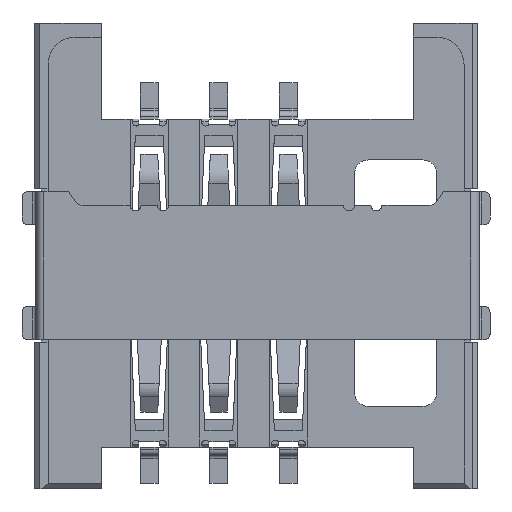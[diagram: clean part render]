
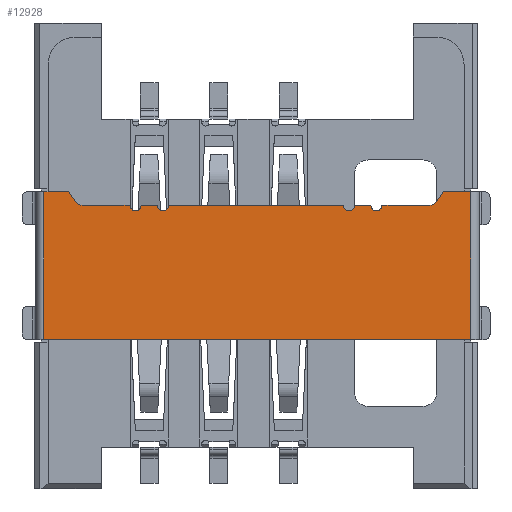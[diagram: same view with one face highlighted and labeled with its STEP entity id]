
A CAD part, top view. The second image highlights one B-rep face of the part: STEP entity #12928.
In plain terms, the highlighted planar face has unit normal (0, 0, 1).
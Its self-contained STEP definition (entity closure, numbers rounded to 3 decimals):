
#12900 = EDGE_CURVE('',#12901,#12903,#12905,.T.);
#12901 = VERTEX_POINT('',#12902);
#12902 = CARTESIAN_POINT('',(-4.6,2.253,1.9));
#12903 = VERTEX_POINT('',#12904);
#12904 = CARTESIAN_POINT('',(-4.2,2.253,1.9));
#12905 = CIRCLE('',#12906,0.2);
#12906 = AXIS2_PLACEMENT_3D('',#12907,#12908,#12909);
#12907 = CARTESIAN_POINT('',(-4.4,2.253,1.9));
#12908 = DIRECTION('',(0.,0.,1.));
#12909 = DIRECTION('',(-1.,0.,0.));
#12928 = ADVANCED_FACE('',(#12929),#13071,.T.);
#12929 = FACE_BOUND('',#12930,.F.);
#12930 = EDGE_LOOP('',(#12931,#12932,#12940,#12949,#12957,#12966,#12974,
    #12983,#12991,#13000,#13008,#13016,#13024,#13032,#13040,#13048,
    #13056,#13065));
#12931 = ORIENTED_EDGE('',*,*,#12900,.T.);
#12932 = ORIENTED_EDGE('',*,*,#12933,.T.);
#12933 = EDGE_CURVE('',#12903,#12934,#12936,.T.);
#12934 = VERTEX_POINT('',#12935);
#12935 = CARTESIAN_POINT('',(-3.6,2.253,1.9));
#12936 = LINE('',#12937,#12938);
#12937 = CARTESIAN_POINT('',(-4.2,2.253,1.9));
#12938 = VECTOR('',#12939,1.);
#12939 = DIRECTION('',(1.,0.,0.));
#12940 = ORIENTED_EDGE('',*,*,#12941,.T.);
#12941 = EDGE_CURVE('',#12934,#12942,#12944,.T.);
#12942 = VERTEX_POINT('',#12943);
#12943 = CARTESIAN_POINT('',(-3.2,2.253,1.9));
#12944 = CIRCLE('',#12945,0.2);
#12945 = AXIS2_PLACEMENT_3D('',#12946,#12947,#12948);
#12946 = CARTESIAN_POINT('',(-3.4,2.253,1.9));
#12947 = DIRECTION('',(0.,0.,1.));
#12948 = DIRECTION('',(-1.,0.,0.));
#12949 = ORIENTED_EDGE('',*,*,#12950,.T.);
#12950 = EDGE_CURVE('',#12942,#12951,#12953,.T.);
#12951 = VERTEX_POINT('',#12952);
#12952 = CARTESIAN_POINT('',(3.2,2.253,1.9));
#12953 = LINE('',#12954,#12955);
#12954 = CARTESIAN_POINT('',(-3.2,2.253,1.9));
#12955 = VECTOR('',#12956,1.);
#12956 = DIRECTION('',(1.,0.,0.));
#12957 = ORIENTED_EDGE('',*,*,#12958,.T.);
#12958 = EDGE_CURVE('',#12951,#12959,#12961,.T.);
#12959 = VERTEX_POINT('',#12960);
#12960 = CARTESIAN_POINT('',(3.6,2.253,1.9));
#12961 = CIRCLE('',#12962,0.2);
#12962 = AXIS2_PLACEMENT_3D('',#12963,#12964,#12965);
#12963 = CARTESIAN_POINT('',(3.4,2.253,1.9));
#12964 = DIRECTION('',(0.,0.,1.));
#12965 = DIRECTION('',(-1.,0.,0.));
#12966 = ORIENTED_EDGE('',*,*,#12967,.T.);
#12967 = EDGE_CURVE('',#12959,#12968,#12970,.T.);
#12968 = VERTEX_POINT('',#12969);
#12969 = CARTESIAN_POINT('',(4.2,2.253,1.9));
#12970 = LINE('',#12971,#12972);
#12971 = CARTESIAN_POINT('',(3.6,2.253,1.9));
#12972 = VECTOR('',#12973,1.);
#12973 = DIRECTION('',(1.,0.,0.));
#12974 = ORIENTED_EDGE('',*,*,#12975,.T.);
#12975 = EDGE_CURVE('',#12968,#12976,#12978,.T.);
#12976 = VERTEX_POINT('',#12977);
#12977 = CARTESIAN_POINT('',(4.6,2.253,1.9));
#12978 = CIRCLE('',#12979,0.2);
#12979 = AXIS2_PLACEMENT_3D('',#12980,#12981,#12982);
#12980 = CARTESIAN_POINT('',(4.4,2.253,1.9));
#12981 = DIRECTION('',(0.,0.,1.));
#12982 = DIRECTION('',(-1.,0.,0.));
#12983 = ORIENTED_EDGE('',*,*,#12984,.T.);
#12984 = EDGE_CURVE('',#12976,#12985,#12987,.T.);
#12985 = VERTEX_POINT('',#12986);
#12986 = CARTESIAN_POINT('',(6.35,2.253,1.9));
#12987 = LINE('',#12988,#12989);
#12988 = CARTESIAN_POINT('',(4.6,2.253,1.9));
#12989 = VECTOR('',#12990,1.);
#12990 = DIRECTION('',(1.,0.,0.));
#12991 = ORIENTED_EDGE('',*,*,#12992,.T.);
#12992 = EDGE_CURVE('',#12985,#12993,#12995,.T.);
#12993 = VERTEX_POINT('',#12994);
#12994 = CARTESIAN_POINT('',(6.598,2.383,1.9));
#12995 = CIRCLE('',#12996,0.3);
#12996 = AXIS2_PLACEMENT_3D('',#12997,#12998,#12999);
#12997 = CARTESIAN_POINT('',(6.35,2.553,1.9));
#12998 = DIRECTION('',(0.,0.,1.));
#12999 = DIRECTION('',(0.,-1.,0.));
#13000 = ORIENTED_EDGE('',*,*,#13001,.T.);
#13001 = EDGE_CURVE('',#12993,#13002,#13004,.T.);
#13002 = VERTEX_POINT('',#13003);
#13003 = CARTESIAN_POINT('',(6.85,2.753,1.9));
#13004 = LINE('',#13005,#13006);
#13005 = CARTESIAN_POINT('',(6.598,2.383,1.9));
#13006 = VECTOR('',#13007,1.);
#13007 = DIRECTION('',(0.564,0.826,
    0.));
#13008 = ORIENTED_EDGE('',*,*,#13009,.F.);
#13009 = EDGE_CURVE('',#13010,#13002,#13012,.T.);
#13010 = VERTEX_POINT('',#13011);
#13011 = CARTESIAN_POINT('',(7.85,2.753,1.9));
#13012 = LINE('',#13013,#13014);
#13013 = CARTESIAN_POINT('',(7.85,2.753,1.9));
#13014 = VECTOR('',#13015,1.);
#13015 = DIRECTION('',(-1.,0.,0.));
#13016 = ORIENTED_EDGE('',*,*,#13017,.T.);
#13017 = EDGE_CURVE('',#13010,#13018,#13020,.T.);
#13018 = VERTEX_POINT('',#13019);
#13019 = CARTESIAN_POINT('',(7.85,-2.648,1.9));
#13020 = LINE('',#13021,#13022);
#13021 = CARTESIAN_POINT('',(7.85,2.753,1.9));
#13022 = VECTOR('',#13023,1.);
#13023 = DIRECTION('',(0.,-1.,0.));
#13024 = ORIENTED_EDGE('',*,*,#13025,.T.);
#13025 = EDGE_CURVE('',#13018,#13026,#13028,.T.);
#13026 = VERTEX_POINT('',#13027);
#13027 = CARTESIAN_POINT('',(-7.75,-2.648,1.9));
#13028 = LINE('',#13029,#13030);
#13029 = CARTESIAN_POINT('',(7.85,-2.648,1.9));
#13030 = VECTOR('',#13031,1.);
#13031 = DIRECTION('',(-1.,0.,0.));
#13032 = ORIENTED_EDGE('',*,*,#13033,.F.);
#13033 = EDGE_CURVE('',#13034,#13026,#13036,.T.);
#13034 = VERTEX_POINT('',#13035);
#13035 = CARTESIAN_POINT('',(-7.75,2.753,1.9));
#13036 = LINE('',#13037,#13038);
#13037 = CARTESIAN_POINT('',(-7.75,2.753,1.9));
#13038 = VECTOR('',#13039,1.);
#13039 = DIRECTION('',(0.,-1.,0.));
#13040 = ORIENTED_EDGE('',*,*,#13041,.F.);
#13041 = EDGE_CURVE('',#13042,#13034,#13044,.T.);
#13042 = VERTEX_POINT('',#13043);
#13043 = CARTESIAN_POINT('',(-6.85,2.753,1.9));
#13044 = LINE('',#13045,#13046);
#13045 = CARTESIAN_POINT('',(-6.85,2.753,1.9));
#13046 = VECTOR('',#13047,1.);
#13047 = DIRECTION('',(-1.,0.,0.));
#13048 = ORIENTED_EDGE('',*,*,#13049,.T.);
#13049 = EDGE_CURVE('',#13042,#13050,#13052,.T.);
#13050 = VERTEX_POINT('',#13051);
#13051 = CARTESIAN_POINT('',(-6.598,2.383,1.9));
#13052 = LINE('',#13053,#13054);
#13053 = CARTESIAN_POINT('',(-6.85,2.753,1.9));
#13054 = VECTOR('',#13055,1.);
#13055 = DIRECTION('',(0.564,-0.826,
    0.));
#13056 = ORIENTED_EDGE('',*,*,#13057,.T.);
#13057 = EDGE_CURVE('',#13050,#13058,#13060,.T.);
#13058 = VERTEX_POINT('',#13059);
#13059 = CARTESIAN_POINT('',(-6.35,2.253,1.9));
#13060 = CIRCLE('',#13061,0.3);
#13061 = AXIS2_PLACEMENT_3D('',#13062,#13063,#13064);
#13062 = CARTESIAN_POINT('',(-6.35,2.553,1.9));
#13063 = DIRECTION('',(0.,0.,1.));
#13064 = DIRECTION('',(-0.826,-0.564,
    0.));
#13065 = ORIENTED_EDGE('',*,*,#13066,.T.);
#13066 = EDGE_CURVE('',#13058,#12901,#13067,.T.);
#13067 = LINE('',#13068,#13069);
#13068 = CARTESIAN_POINT('',(-6.35,2.253,1.9));
#13069 = VECTOR('',#13070,1.);
#13070 = DIRECTION('',(1.,0.,0.));
#13071 = PLANE('',#13072);
#13072 = AXIS2_PLACEMENT_3D('',#13073,#13074,#13075);
#13073 = CARTESIAN_POINT('',(7.85,2.753,1.9));
#13074 = DIRECTION('',(0.,0.,1.));
#13075 = DIRECTION('',(-1.,0.,0.));
